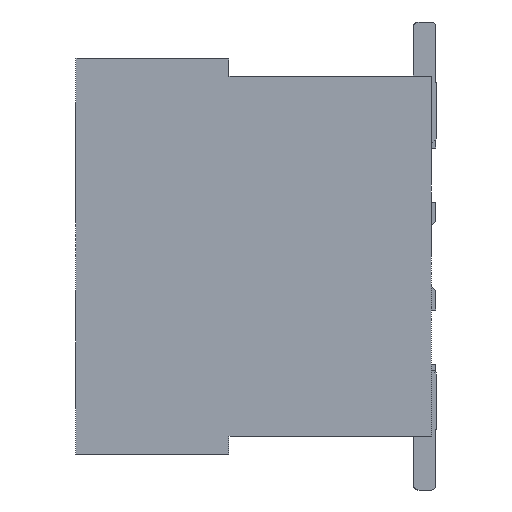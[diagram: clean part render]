
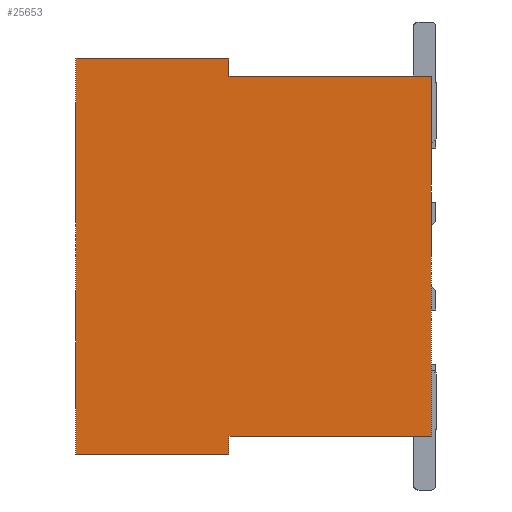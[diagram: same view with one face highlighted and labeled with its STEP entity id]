
A CAD part, left-side view. The second image highlights one B-rep face of the part: STEP entity #25653.
In plain terms, the highlighted planar face has unit normal (-1, 0, 0).
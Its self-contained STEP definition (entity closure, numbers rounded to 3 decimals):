
#369=DIRECTION('',(0.,0.,1.));
#370=VECTOR('',#369,0.2);
#371=CARTESIAN_POINT('',(-1.35,2.25,-2.2));
#372=LINE('',#371,#370);
#381=DIRECTION('',(0.,-1.,0.));
#382=VECTOR('',#381,1.7);
#383=CARTESIAN_POINT('',(-1.35,3.95,-2.2));
#384=LINE('',#383,#382);
#389=DIRECTION('',(0.,0.,-1.));
#390=VECTOR('',#389,4.4);
#391=CARTESIAN_POINT('',(-1.35,3.95,2.2));
#392=LINE('',#391,#390);
#1377=DIRECTION('',(0.,1.,0.));
#1378=VECTOR('',#1377,1.7);
#1379=CARTESIAN_POINT('',(-1.35,2.25,2.2));
#1380=LINE('',#1379,#1378);
#1397=DIRECTION('',(0.,0.,-1.));
#1398=VECTOR('',#1397,0.2);
#1399=CARTESIAN_POINT('',(-1.35,2.25,2.2));
#1400=LINE('',#1399,#1398);
#1401=DIRECTION('',(0.,-1.,0.));
#1402=VECTOR('',#1401,2.25);
#1403=CARTESIAN_POINT('',(-1.35,2.25,2.));
#1404=LINE('',#1403,#1402);
#1405=DIRECTION('',(0.,0.,-1.));
#1406=VECTOR('',#1405,4.);
#1407=CARTESIAN_POINT('',(-1.35,0.,2.));
#1408=LINE('',#1407,#1406);
#1409=DIRECTION('',(0.,1.,0.));
#1410=VECTOR('',#1409,2.25);
#1411=CARTESIAN_POINT('',(-1.35,0.,-2.));
#1412=LINE('',#1411,#1410);
#18191=CARTESIAN_POINT('',(-1.35,0.,2.));
#18192=VERTEX_POINT('',#18191);
#18193=CARTESIAN_POINT('',(-1.35,2.25,2.));
#18194=VERTEX_POINT('',#18193);
#18485=CARTESIAN_POINT('',(-1.35,2.25,-2.));
#18487=VERTEX_POINT('',#18485);
#18489=CARTESIAN_POINT('',(-1.35,0.,-2.));
#18490=VERTEX_POINT('',#18489);
#18498=CARTESIAN_POINT('',(-1.35,2.25,-2.2));
#18500=VERTEX_POINT('',#18498);
#18501=CARTESIAN_POINT('',(-1.35,3.95,-2.2));
#18503=VERTEX_POINT('',#18501);
#18505=CARTESIAN_POINT('',(-1.35,3.95,2.2));
#18507=VERTEX_POINT('',#18505);
#19485=CARTESIAN_POINT('',(-1.35,2.25,2.2));
#19487=VERTEX_POINT('',#19485);
#25637=CARTESIAN_POINT('',(-1.35,1.975,0.));
#25638=DIRECTION('',(1.,0.,0.));
#25639=DIRECTION('',(0.,0.,1.));
#25640=AXIS2_PLACEMENT_3D('',#25637,#25638,#25639);
#25641=PLANE('',#25640);
#25642=ORIENTED_EDGE('',*,*,#24590,.F.);
#25643=ORIENTED_EDGE('',*,*,#24605,.F.);
#25644=ORIENTED_EDGE('',*,*,#24620,.F.);
#25645=ORIENTED_EDGE('',*,*,#25615,.F.);
#25646=ORIENTED_EDGE('',*,*,#25629,.T.);
#25647=ORIENTED_EDGE('',*,*,#24132,.T.);
#25649=ORIENTED_EDGE('',*,*,#25648,.T.);
#25650=ORIENTED_EDGE('',*,*,#24507,.T.);
#25651=EDGE_LOOP('',(#25642,#25643,#25644,#25645,#25646,#25647,#25649,#25650));
#25652=FACE_OUTER_BOUND('',#25651,.F.);
#24132=EDGE_CURVE('',#18194,#18192,#1404,.T.);
#24507=EDGE_CURVE('',#18490,#18487,#1412,.T.);
#24590=EDGE_CURVE('',#18500,#18487,#372,.T.);
#24605=EDGE_CURVE('',#18503,#18500,#384,.T.);
#24620=EDGE_CURVE('',#18507,#18503,#392,.T.);
#25615=EDGE_CURVE('',#19487,#18507,#1380,.T.);
#25629=EDGE_CURVE('',#19487,#18194,#1400,.T.);
#25648=EDGE_CURVE('',#18192,#18490,#1408,.T.);
#25653=ADVANCED_FACE('',(#25652),#25641,.F.);
